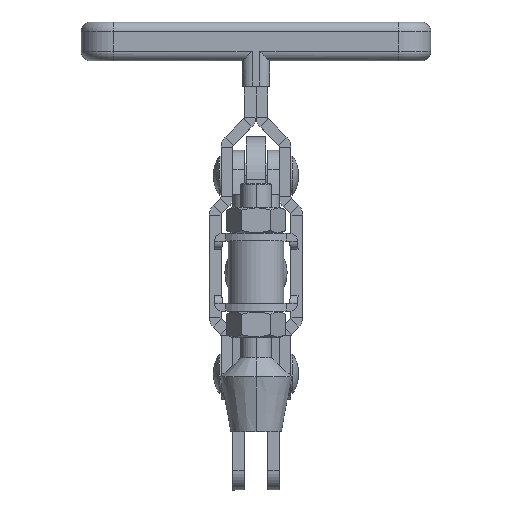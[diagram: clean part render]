
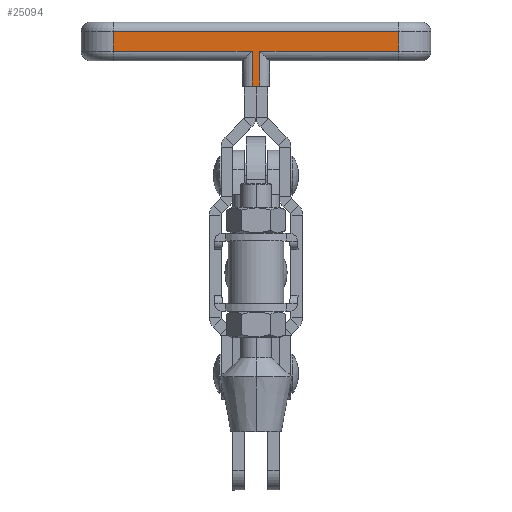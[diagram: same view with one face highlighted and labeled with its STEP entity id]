
A CAD part, top view. The second image highlights one B-rep face of the part: STEP entity #25094.
In plain terms, the highlighted face is planar.
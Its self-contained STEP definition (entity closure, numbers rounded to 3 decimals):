
#3624 = CARTESIAN_POINT ( 'NONE',  ( 36.75, 8.25, 9. ) ) ;
#3634 = CARTESIAN_POINT ( 'NONE',  ( 36.75, 8.25, 14. ) ) ;
#3635 = CARTESIAN_POINT ( 'NONE',  ( -36.75, 8.25, 14. ) ) ;
#3638 = CARTESIAN_POINT ( 'NONE',  ( 1., 8.25, 9. ) ) ;
#3639 = CARTESIAN_POINT ( 'NONE',  ( -36.75, 8.25, 9. ) ) ;
#3647 = CARTESIAN_POINT ( 'NONE',  ( 1., 8.25, 0. ) ) ;
#3648 = CARTESIAN_POINT ( 'NONE',  ( -1., 8.25, 0. ) ) ;
#3649 = CARTESIAN_POINT ( 'NONE',  ( -1., 8.25, 9. ) ) ;
#4564 = DIRECTION ( 'NONE',  ( 0., -1., 0. ) ) ;
#4565 = CARTESIAN_POINT ( 'NONE',  ( -36.75, 8.25, 16.5 ) ) ;
#4567 = PLANE ( 'NONE',  #21581 ) ;
#4569 = DIRECTION ( 'NONE',  ( 1., 0., 0. ) ) ;
#8461 = ORIENTED_EDGE ( 'NONE', *, *, #8735, .F. ) ;
#8462 = ORIENTED_EDGE ( 'NONE', *, *, #8747, .T. ) ;
#8463 = ORIENTED_EDGE ( 'NONE', *, *, #8745, .T. ) ;
#8464 = ORIENTED_EDGE ( 'NONE', *, *, #8748, .T. ) ;
#8465 = ORIENTED_EDGE ( 'NONE', *, *, #8749, .T. ) ;
#8466 = ORIENTED_EDGE ( 'NONE', *, *, #8750, .T. ) ;
#8467 = ORIENTED_EDGE ( 'NONE', *, *, #8751, .T. ) ;
#8468 = ORIENTED_EDGE ( 'NONE', *, *, #8752, .T. ) ;
#8616 = LINE ( 'NONE', #17208, #8620 ) ;
#8620 = VECTOR ( 'NONE', #17321, 1000. ) ;
#8636 = LINE ( 'NONE', #17541, #8638 ) ;
#8638 = VECTOR ( 'NONE', #17439, 1000. ) ;
#8639 = LINE ( 'NONE', #17296, #8641 ) ;
#8640 = LINE ( 'NONE', #17272, #8643 ) ;
#8641 = VECTOR ( 'NONE', #17266, 1000. ) ;
#8642 = LINE ( 'NONE', #18062, #8645 ) ;
#8643 = VECTOR ( 'NONE', #17449, 1000. ) ;
#8644 = LINE ( 'NONE', #18053, #8647 ) ;
#8645 = VECTOR ( 'NONE', #18055, 1000. ) ;
#8646 = LINE ( 'NONE', #18081, #8649 ) ;
#8647 = VECTOR ( 'NONE', #18075, 1000. ) ;
#8648 = LINE ( 'NONE', #18068, #8651 ) ;
#8649 = VECTOR ( 'NONE', #18039, 1000. ) ;
#8651 = VECTOR ( 'NONE', #18046, 1000. ) ;
#8735 = EDGE_CURVE ( 'NONE', #24287, #24291, #8616, .T. ) ;
#8745 = EDGE_CURVE ( 'NONE', #24286, #24276, #8636, .T. ) ;
#8747 = EDGE_CURVE ( 'NONE', #24287, #24286, #8639, .T. ) ;
#8748 = EDGE_CURVE ( 'NONE', #24276, #24290, #8640, .T. ) ;
#8749 = EDGE_CURVE ( 'NONE', #24290, #24299, #8642, .T. ) ;
#8750 = EDGE_CURVE ( 'NONE', #24299, #24300, #8644, .T. ) ;
#8751 = EDGE_CURVE ( 'NONE', #24300, #24301, #8646, .T. ) ;
#8752 = EDGE_CURVE ( 'NONE', #24301, #24291, #8648, .T. ) ;
#17208 = CARTESIAN_POINT ( 'NONE',  ( -36.75, 8.25, 16.5 ) ) ;
#17266 = DIRECTION ( 'NONE',  ( 1., 0., 0. ) ) ;
#17272 = CARTESIAN_POINT ( 'NONE',  ( -36.75, 8.25, 9. ) ) ;
#17296 = CARTESIAN_POINT ( 'NONE',  ( 36.75, 8.25, 14. ) ) ;
#17321 = DIRECTION ( 'NONE',  ( 0., 0., -1. ) ) ;
#17439 = DIRECTION ( 'NONE',  ( 0., 0., -1. ) ) ;
#17449 = DIRECTION ( 'NONE',  ( -1., 0., 0. ) ) ;
#17541 = CARTESIAN_POINT ( 'NONE',  ( 36.75, 8.25, 16.5 ) ) ;
#18039 = DIRECTION ( 'NONE',  ( 0., 0., 1. ) ) ;
#18046 = DIRECTION ( 'NONE',  ( -1., 0., 0. ) ) ;
#18053 = CARTESIAN_POINT ( 'NONE',  ( -36.75, 8.25, 0. ) ) ;
#18055 = DIRECTION ( 'NONE',  ( 0., 0., -1. ) ) ;
#18062 = CARTESIAN_POINT ( 'NONE',  ( 1., 8.25, 16.5 ) ) ;
#18068 = CARTESIAN_POINT ( 'NONE',  ( -36.75, 8.25, 9. ) ) ;
#18075 = DIRECTION ( 'NONE',  ( -1., 0., 0. ) ) ;
#18081 = CARTESIAN_POINT ( 'NONE',  ( -1., 8.25, 16.5 ) ) ;
#19597 = FACE_OUTER_BOUND ( 'NONE', #24433, .T. ) ;
#21581 = AXIS2_PLACEMENT_3D ( 'NONE', #4565, #4564, #4569 ) ;
#24276 = VERTEX_POINT ( 'NONE', #3624 ) ;
#24286 = VERTEX_POINT ( 'NONE', #3634 ) ;
#24287 = VERTEX_POINT ( 'NONE', #3635 ) ;
#24290 = VERTEX_POINT ( 'NONE', #3638 ) ;
#24291 = VERTEX_POINT ( 'NONE', #3639 ) ;
#24299 = VERTEX_POINT ( 'NONE', #3647 ) ;
#24300 = VERTEX_POINT ( 'NONE', #3648 ) ;
#24301 = VERTEX_POINT ( 'NONE', #3649 ) ;
#24433 = EDGE_LOOP ( 'NONE', ( #8461, #8462, #8463, #8464, #8465, #8466, #8467, #8468 ) ) ;
#25094 = ADVANCED_FACE ( 'NONE', ( #19597 ), #4567, .F. ) ;
